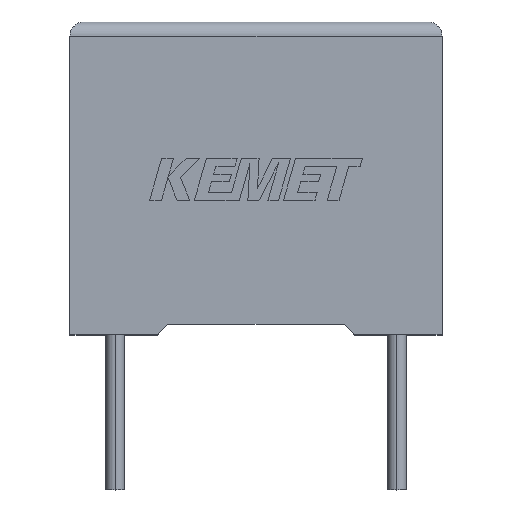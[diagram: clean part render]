
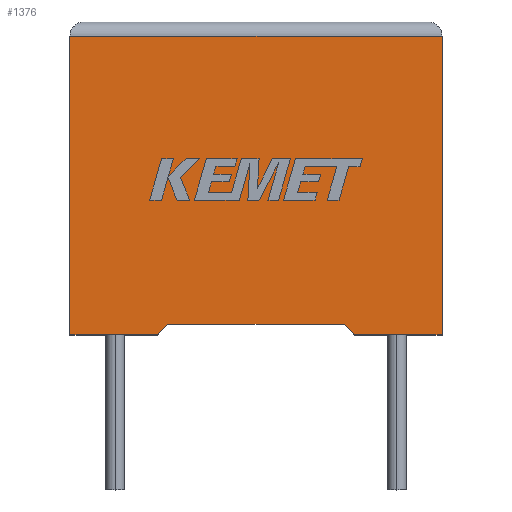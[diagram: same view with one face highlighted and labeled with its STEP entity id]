
A CAD part, top view. The second image highlights one B-rep face of the part: STEP entity #1376.
In plain terms, the highlighted planar face has unit normal (0, 0, 1).
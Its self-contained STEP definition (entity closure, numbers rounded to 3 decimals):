
#4 = LINE ( 'NONE', #940, #1567 ) ;
#91 = CARTESIAN_POINT ( 'NONE',  ( 9.733, 0.383, 5.2 ) ) ;
#93 = ORIENTED_EDGE ( 'NONE', *, *, #1113, .F. ) ;
#119 = CARTESIAN_POINT ( 'NONE',  ( 0., 0., 5.2 ) ) ;
#138 = DIRECTION ( 'NONE',  ( 1., 0., 0. ) ) ;
#141 = VECTOR ( 'NONE', #434, 1000. ) ;
#178 = CARTESIAN_POINT ( 'NONE',  ( 0., 0., 5.2 ) ) ;
#193 = EDGE_CURVE ( 'NONE', #1061, #2955, #2548, .T. ) ;
#216 = EDGE_CURVE ( 'NONE', #2955, #2924, #4, .T. ) ;
#263 = DIRECTION ( 'NONE',  ( -1., 0., 0. ) ) ;
#270 = LINE ( 'NONE', #1211, #1285 ) ;
#287 = CARTESIAN_POINT ( 'NONE',  ( 13.2, 10.6, 5.2 ) ) ;
#350 = VECTOR ( 'NONE', #138, 1000. ) ;
#381 = VECTOR ( 'NONE', #438, 1000. ) ;
#434 = DIRECTION ( 'NONE',  ( 1., 0., 0. ) ) ;
#438 = DIRECTION ( 'NONE',  ( -1., 0., 0. ) ) ;
#575 = DIRECTION ( 'NONE',  ( 0., 0., -1. ) ) ;
#630 = EDGE_CURVE ( 'NONE', #2924, #2668, #1809, .T. ) ;
#789 = DIRECTION ( 'NONE',  ( 0., 1., 0. ) ) ;
#828 = VECTOR ( 'NONE', #789, 1000. ) ;
#920 = VERTEX_POINT ( 'NONE', #2327 ) ;
#927 = CARTESIAN_POINT ( 'NONE',  ( 0., 0., 5.2 ) ) ;
#940 = CARTESIAN_POINT ( 'NONE',  ( 0., 0., 5.2 ) ) ;
#1015 = CARTESIAN_POINT ( 'NONE',  ( 6.6, 0.383, 5.2 ) ) ;
#1061 = VERTEX_POINT ( 'NONE', #287 ) ;
#1113 = EDGE_CURVE ( 'NONE', #2782, #2668, #270, .T. ) ;
#1142 = LINE ( 'NONE', #927, #141 ) ;
#1211 = CARTESIAN_POINT ( 'NONE',  ( 3.1, 0., 5.2 ) ) ;
#1285 = VECTOR ( 'NONE', #1959, 1000. ) ;
#1354 = EDGE_CURVE ( 'NONE', #1965, #2144, #1776, .T. ) ;
#1376 = ADVANCED_FACE ( 'NONE', ( #1523 ), #2921, .F. ) ;
#1406 = ORIENTED_EDGE ( 'NONE', *, *, #2606, .F. ) ;
#1421 = CARTESIAN_POINT ( 'NONE',  ( 3.467, 0.383, 5.2 ) ) ;
#1438 = DIRECTION ( 'NONE',  ( 0., -1., 0. ) ) ;
#1490 = CARTESIAN_POINT ( 'NONE',  ( 0., 0., 5.2 ) ) ;
#1510 = ORIENTED_EDGE ( 'NONE', *, *, #1354, .T. ) ;
#1523 = FACE_OUTER_BOUND ( 'NONE', #2254, .T. ) ;
#1551 = VECTOR ( 'NONE', #2915, 1000. ) ;
#1567 = VECTOR ( 'NONE', #1438, 1000. ) ;
#1591 = CARTESIAN_POINT ( 'NONE',  ( 3.1, 0., 5.2 ) ) ;
#1680 = CARTESIAN_POINT ( 'NONE',  ( 10.1, 0., 5.2 ) ) ;
#1687 = CARTESIAN_POINT ( 'NONE',  ( 13.2, 0., 5.2 ) ) ;
#1776 = LINE ( 'NONE', #2449, #2510 ) ;
#1809 = LINE ( 'NONE', #178, #350 ) ;
#1959 = DIRECTION ( 'NONE',  ( -0.692, -0.722, 0. ) ) ;
#1965 = VERTEX_POINT ( 'NONE', #91 ) ;
#1983 = AXIS2_PLACEMENT_3D ( 'NONE', #119, #575, #263 ) ;
#1996 = EDGE_CURVE ( 'NONE', #920, #1061, #2911, .T. ) ;
#2138 = DIRECTION ( 'NONE',  ( 0.692, -0.722, 0. ) ) ;
#2144 = VERTEX_POINT ( 'NONE', #1680 ) ;
#2196 = LINE ( 'NONE', #1015, #1551 ) ;
#2254 = EDGE_LOOP ( 'NONE', ( #2994, #2454, #2982, #2833, #93, #1406, #1510, #2405 ) ) ;
#2327 = CARTESIAN_POINT ( 'NONE',  ( 13.2, 0., 5.2 ) ) ;
#2334 = EDGE_CURVE ( 'NONE', #2144, #920, #1142, .T. ) ;
#2405 = ORIENTED_EDGE ( 'NONE', *, *, #2334, .T. ) ;
#2449 = CARTESIAN_POINT ( 'NONE',  ( 10.1, 0., 5.2 ) ) ;
#2454 = ORIENTED_EDGE ( 'NONE', *, *, #193, .T. ) ;
#2510 = VECTOR ( 'NONE', #2138, 1000. ) ;
#2548 = LINE ( 'NONE', #2854, #381 ) ;
#2563 = CARTESIAN_POINT ( 'NONE',  ( 0., 10.6, 5.2 ) ) ;
#2606 = EDGE_CURVE ( 'NONE', #1965, #2782, #2196, .T. ) ;
#2668 = VERTEX_POINT ( 'NONE', #1591 ) ;
#2782 = VERTEX_POINT ( 'NONE', #1421 ) ;
#2833 = ORIENTED_EDGE ( 'NONE', *, *, #630, .T. ) ;
#2854 = CARTESIAN_POINT ( 'NONE',  ( 0., 10.6, 5.2 ) ) ;
#2911 = LINE ( 'NONE', #1687, #828 ) ;
#2915 = DIRECTION ( 'NONE',  ( -1., 0., 0. ) ) ;
#2921 = PLANE ( 'NONE',  #1983 ) ;
#2924 = VERTEX_POINT ( 'NONE', #1490 ) ;
#2955 = VERTEX_POINT ( 'NONE', #2563 ) ;
#2982 = ORIENTED_EDGE ( 'NONE', *, *, #216, .T. ) ;
#2994 = ORIENTED_EDGE ( 'NONE', *, *, #1996, .T. ) ;
